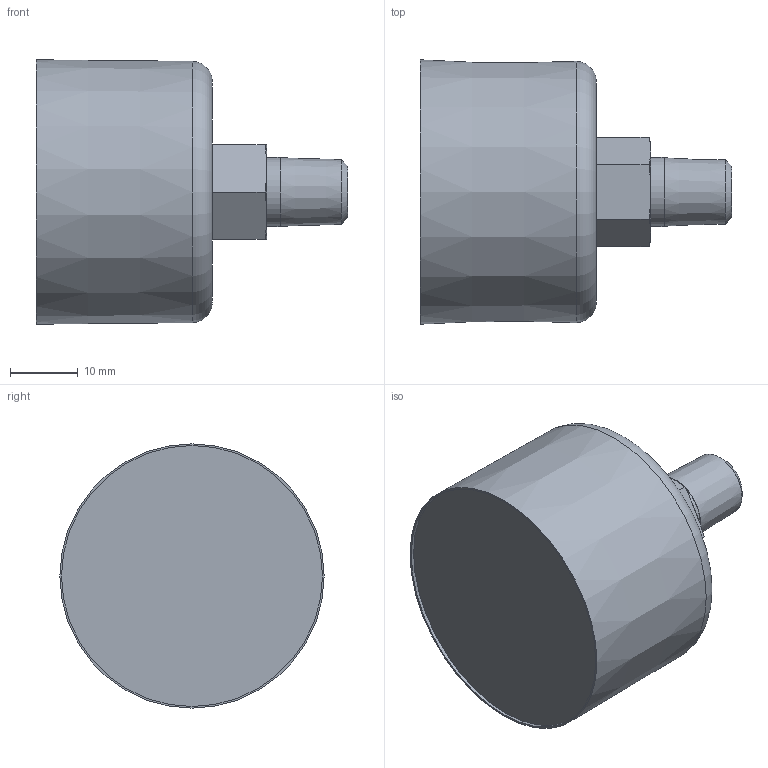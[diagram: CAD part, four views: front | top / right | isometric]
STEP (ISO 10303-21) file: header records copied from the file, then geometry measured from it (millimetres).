
FILE_DESCRIPTION(/* description */ ('STEP AP214'),/* implementation_level */ '2;1');
FILE_NAME(/* name */ '162835_MA-40-10-1_8-EN',/* time_stamp */ '2024-09-05T02:53:01+02:00',/* author */ ('License CC BY-ND 4.0'),/* organization */ ('CADENAS'),/* preprocessor_version */ 'ST-DEVELOPER v19.3',/* originating_system */ 'PARTsolutions',/* authorisation */ ' ');
FILE_SCHEMA (('AUTOMOTIVE_DESIGN {1 0 10303 214 3 1 1}'));
Length unit declared in the file: millimetre
Products named in the file (1): 162835 MA-40-10-1/8 EN
Bounding box: 46 x 39 x 39 mm (x, y, z)
Volume: 32099.2 mm3; surface area: 6214.5 mm2
Topology: 1 solids, 1 shells, 26 faces, 49 edges, 30 vertices
Faces by surface type: plane 13, torus 7, cylinder 3, cone 3
Full cylindrical faces by diameter (mm): 1.5 x1, 10.2 x1, 38.5 x1
Entity records: 654 total; most frequent: CARTESIAN_POINT 135, DIRECTION 102, ORIENTED_EDGE 84, AXIS2_PLACEMENT_3D 45, EDGE_CURVE 42, EDGE_LOOP 38, FACE_BOUND 38, VERTEX_POINT 30
